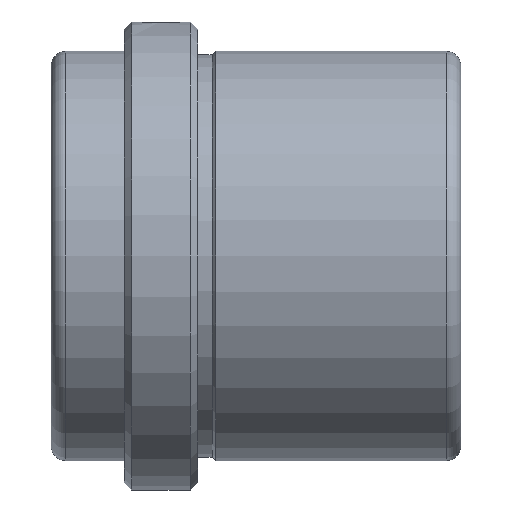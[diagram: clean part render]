
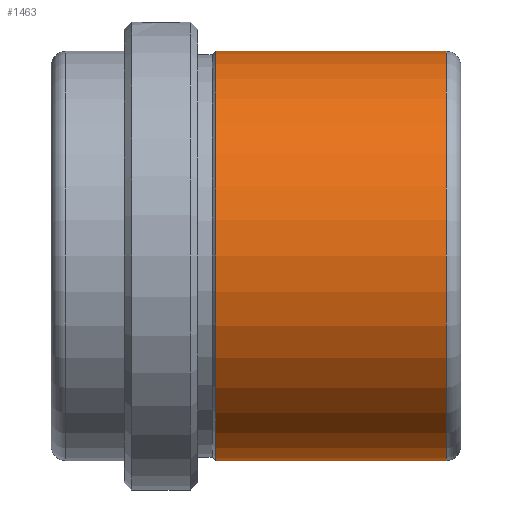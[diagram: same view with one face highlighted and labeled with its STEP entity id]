
A CAD part, left-side view. The second image highlights one B-rep face of the part: STEP entity #1463.
In plain terms, the highlighted cylindrical face has radius 14 mm (diameter 28 mm), a partial arc.
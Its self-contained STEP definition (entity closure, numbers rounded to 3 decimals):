
#93 = FACE_OUTER_BOUND ( 'NONE', #4891, .T. ) ;
#219 = DIRECTION ( 'NONE',  ( 0., -1., 0. ) ) ;
#576 = EDGE_CURVE ( 'NONE', #1785, #755, #2181, .T. ) ;
#581 = CARTESIAN_POINT ( 'NONE',  ( -4.709, -0.226, 0. ) ) ;
#607 = DIRECTION ( 'NONE',  ( 0., -1., 0. ) ) ;
#755 = VERTEX_POINT ( 'NONE', #2804 ) ;
#854 = CARTESIAN_POINT ( 'NONE',  ( -4.709, -0.226, 14. ) ) ;
#1463 = ADVANCED_FACE ( 'NONE', ( #93 ), #4798, .T. ) ;
#1785 = VERTEX_POINT ( 'NONE', #2072 ) ;
#1797 = ORIENTED_EDGE ( 'NONE', *, *, #4492, .T. ) ;
#2072 = CARTESIAN_POINT ( 'NONE',  ( -4.709, 2.75, 14. ) ) ;
#2181 = CIRCLE ( 'NONE', #5250, 14. ) ;
#2449 = EDGE_CURVE ( 'NONE', #1785, #2993, #2511, .T. ) ;
#2511 = LINE ( 'NONE', #854, #3485 ) ;
#2754 = CARTESIAN_POINT ( 'NONE',  ( -4.709, -0.226, -14. ) ) ;
#2804 = CARTESIAN_POINT ( 'NONE',  ( -4.709, 2.75, -14. ) ) ;
#2822 = AXIS2_PLACEMENT_3D ( 'NONE', #3183, #607, #3987 ) ;
#2937 = DIRECTION ( 'NONE',  ( 0., -1., 0. ) ) ;
#2993 = VERTEX_POINT ( 'NONE', #4962 ) ;
#3146 = CARTESIAN_POINT ( 'NONE',  ( -4.709, 2.75, 0. ) ) ;
#3183 = CARTESIAN_POINT ( 'NONE',  ( -4.709, -13., 0. ) ) ;
#3296 = VECTOR ( 'NONE', #5221, 1000. ) ;
#3348 = LINE ( 'NONE', #2754, #3296 ) ;
#3477 = DIRECTION ( 'NONE',  ( 0., -1., 0. ) ) ;
#3485 = VECTOR ( 'NONE', #2937, 1000. ) ;
#3562 = EDGE_CURVE ( 'NONE', #2993, #5393, #5384, .T. ) ;
#3874 = DIRECTION ( 'NONE',  ( 0., 0., -1. ) ) ;
#3982 = ORIENTED_EDGE ( 'NONE', *, *, #2449, .F. ) ;
#3987 = DIRECTION ( 'NONE',  ( 0., 0., -1. ) ) ;
#4362 = ORIENTED_EDGE ( 'NONE', *, *, #576, .T. ) ;
#4492 = EDGE_CURVE ( 'NONE', #755, #5393, #3348, .T. ) ;
#4792 = AXIS2_PLACEMENT_3D ( 'NONE', #581, #3477, #3874 ) ;
#4798 = CYLINDRICAL_SURFACE ( 'NONE', #4792, 14. ) ;
#4807 = DIRECTION ( 'NONE',  ( 0., 0., -1. ) ) ;
#4812 = ORIENTED_EDGE ( 'NONE', *, *, #3562, .F. ) ;
#4891 = EDGE_LOOP ( 'NONE', ( #3982, #4362, #1797, #4812 ) ) ;
#4962 = CARTESIAN_POINT ( 'NONE',  ( -4.709, -13., 14. ) ) ;
#5127 = CARTESIAN_POINT ( 'NONE',  ( -4.709, -13., -14. ) ) ;
#5221 = DIRECTION ( 'NONE',  ( 0., -1., 0. ) ) ;
#5250 = AXIS2_PLACEMENT_3D ( 'NONE', #3146, #219, #4807 ) ;
#5384 = CIRCLE ( 'NONE', #2822, 14. ) ;
#5393 = VERTEX_POINT ( 'NONE', #5127 ) ;
